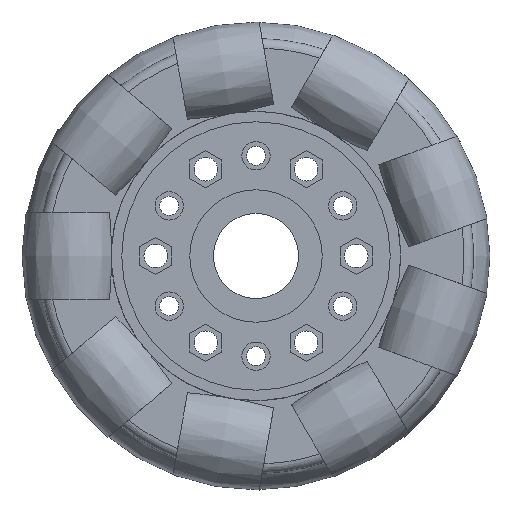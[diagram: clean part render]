
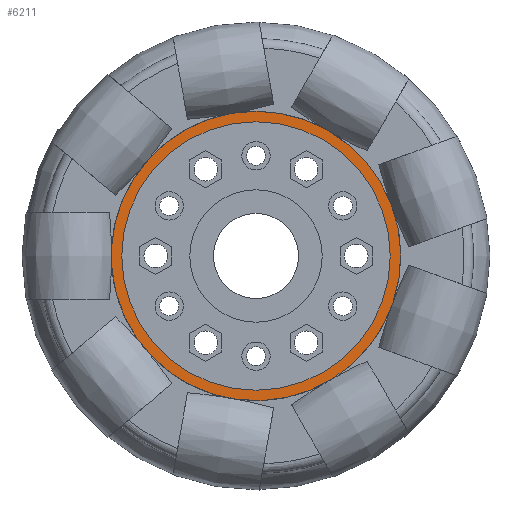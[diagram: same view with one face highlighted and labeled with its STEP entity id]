
A CAD part, left-side view. The second image highlights one B-rep face of the part: STEP entity #6211.
In plain terms, the highlighted planar face has unit normal (-1, 0, 0).
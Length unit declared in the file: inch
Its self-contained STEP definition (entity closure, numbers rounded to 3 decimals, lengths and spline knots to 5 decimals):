
#1116=PLANE('',#6795);
#1316=FACE_BOUND('',#2007,.T.);
#1579=FACE_OUTER_BOUND('',#2006,.T.);
#2006=EDGE_LOOP('',(#4625));
#2007=EDGE_LOOP('',(#4626));
#2537=CIRCLE('',#6779,28.4);
#2539=CIRCLE('',#6782,30.61046);
#3006=VERTEX_POINT('',#9875);
#3008=VERTEX_POINT('',#9880);
#3653=EDGE_CURVE('',#3006,#3006,#2537,.T.);
#3655=EDGE_CURVE('',#3008,#3008,#2539,.T.);
#4625=ORIENTED_EDGE('',*,*,#3655,.T.);
#4626=ORIENTED_EDGE('',*,*,#3653,.T.);
#6211=ADVANCED_FACE('',(#1579,#1316),#1116,.F.);
#6779=AXIS2_PLACEMENT_3D('',#9876,#7863,#7864);
#6782=AXIS2_PLACEMENT_3D('',#9881,#7869,#7870);
#6795=AXIS2_PLACEMENT_3D('',#9896,#7895,#7896);
#7863=DIRECTION('center_axis',(1.,0.,0.));
#7864=DIRECTION('ref_axis',(0.,0.,-1.));
#7869=DIRECTION('center_axis',(-1.,0.,0.));
#7870=DIRECTION('ref_axis',(0.,0.,-1.));
#7895=DIRECTION('center_axis',(1.,0.,0.));
#7896=DIRECTION('ref_axis',(0.,0.,-1.));
#9875=CARTESIAN_POINT('',(-3.,0.,28.4));
#9876=CARTESIAN_POINT('Origin',(-3.,0.,0.));
#9880=CARTESIAN_POINT('',(-3.,0.,30.61046));
#9881=CARTESIAN_POINT('Origin',(-3.,0.,0.));
#9896=CARTESIAN_POINT('Origin',(-3.,0.,0.));
